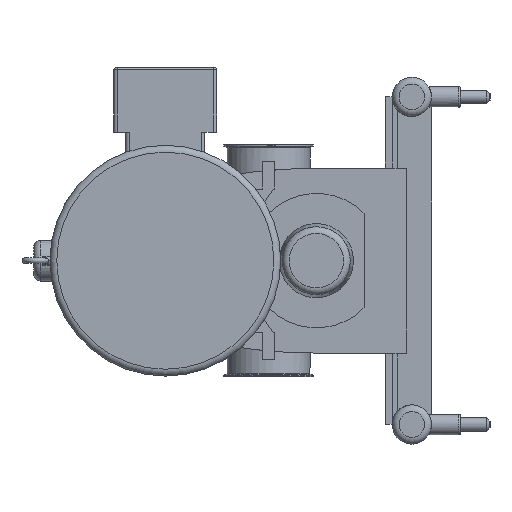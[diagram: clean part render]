
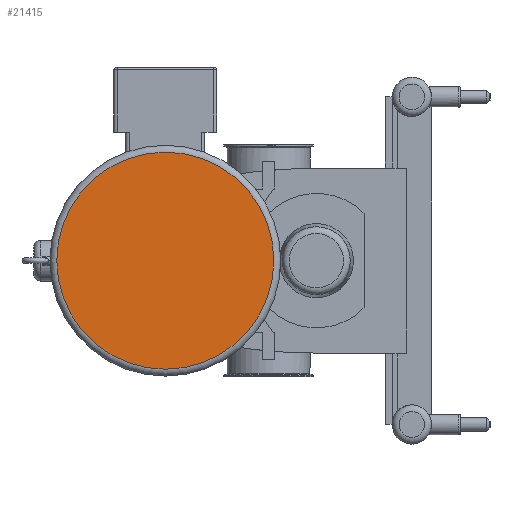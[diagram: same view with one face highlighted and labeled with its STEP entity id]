
A CAD part, left-side view. The second image highlights one B-rep face of the part: STEP entity #21415.
In plain terms, the highlighted planar face has unit normal (-1, 0, 0).
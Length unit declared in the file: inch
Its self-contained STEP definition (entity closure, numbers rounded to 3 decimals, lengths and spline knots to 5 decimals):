
#1647=PLANE('',#22925);
#6024=FACE_OUTER_BOUND('',#7243,.T.);
#7243=EDGE_LOOP('',(#16580,#16581));
#8444=CIRCLE('',#22922,7.955);
#8445=CIRCLE('',#22923,7.955);
#9910=VERTEX_POINT('',#33577);
#9911=VERTEX_POINT('',#33579);
#12392=EDGE_CURVE('',#9910,#9911,#8444,.T.);
#12393=EDGE_CURVE('',#9911,#9910,#8445,.T.);
#16580=ORIENTED_EDGE('',*,*,#12393,.F.);
#16581=ORIENTED_EDGE('',*,*,#12392,.F.);
#21415=ADVANCED_FACE('',(#6024),#1647,.T.);
#22922=AXIS2_PLACEMENT_3D('',#33580,#26407,#26408);
#22923=AXIS2_PLACEMENT_3D('',#33581,#26409,#26410);
#22925=AXIS2_PLACEMENT_3D('',#33583,#26413,#26414);
#26407=DIRECTION('center_axis',(1.,0.,0.));
#26408=DIRECTION('ref_axis',(0.,0.,
1.));
#26409=DIRECTION('center_axis',(1.,0.,0.));
#26410=DIRECTION('ref_axis',(0.,0.,
1.));
#26413=DIRECTION('center_axis',(-1.,0.,0.));
#26414=DIRECTION('ref_axis',(0.,1.,0.));
#33577=CARTESIAN_POINT('',(-70.93,15.518,0.));
#33579=CARTESIAN_POINT('',(-70.93,7.563,-7.955));
#33580=CARTESIAN_POINT('Origin',(-70.93,7.563,0.));
#33581=CARTESIAN_POINT('Origin',(-70.93,7.563,0.));
#33583=CARTESIAN_POINT('Origin',(-70.93,7.563,-8.455));
